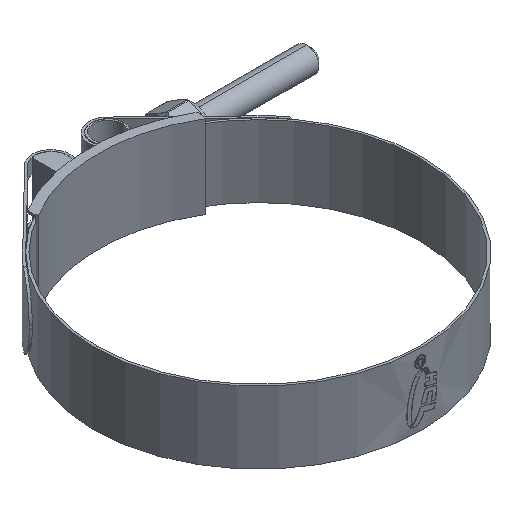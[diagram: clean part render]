
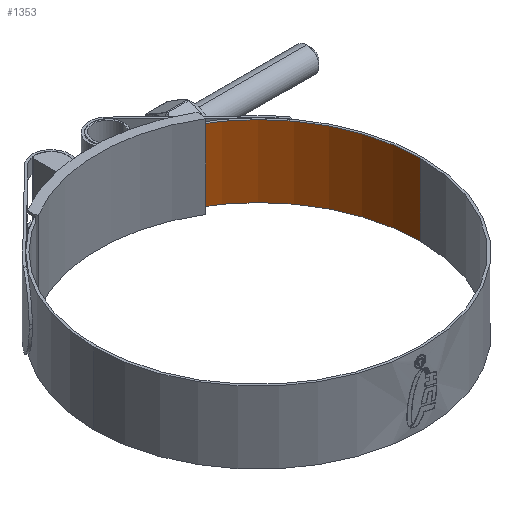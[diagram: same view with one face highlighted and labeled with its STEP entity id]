
A CAD part, isometric view. The second image highlights one B-rep face of the part: STEP entity #1353.
In plain terms, the highlighted cylindrical face has radius 43 mm (diameter 86 mm), a partial arc.
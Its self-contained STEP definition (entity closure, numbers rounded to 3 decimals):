
#373 = CIRCLE ( 'NONE', #11235, 43. ) ;
#897 = DIRECTION ( 'NONE',  ( 0., 0., -1. ) ) ;
#1076 = VERTEX_POINT ( 'NONE', #10348 ) ;
#1294 = CARTESIAN_POINT ( 'NONE',  ( 6.719, 42.472, -9.525 ) ) ;
#1353 = ADVANCED_FACE ( 'NONE', ( #9241 ), #9385, .F. ) ;
#1757 = DIRECTION ( 'NONE',  ( 0., 0., -1. ) ) ;
#2865 = CARTESIAN_POINT ( 'NONE',  ( 0., 0., -9.525 ) ) ;
#3188 = VECTOR ( 'NONE', #1757, 1000. ) ;
#3447 = LINE ( 'NONE', #7838, #13356 ) ;
#3502 = ORIENTED_EDGE ( 'NONE', *, *, #13226, .T. ) ;
#3894 = DIRECTION ( 'NONE',  ( -1., 0., 0. ) ) ;
#4068 = CIRCLE ( 'NONE', #6600, 43. ) ;
#5443 = DIRECTION ( 'NONE',  ( -1., 0., 0. ) ) ;
#5614 = EDGE_LOOP ( 'NONE', ( #6941, #8302, #3502, #9793 ) ) ;
#5615 = CARTESIAN_POINT ( 'NONE',  ( 6.719, 42.472, 9.525 ) ) ;
#6600 = AXIS2_PLACEMENT_3D ( 'NONE', #10805, #897, #5443 ) ;
#6941 = ORIENTED_EDGE ( 'NONE', *, *, #12795, .F. ) ;
#7081 = VERTEX_POINT ( 'NONE', #10517 ) ;
#7265 = DIRECTION ( 'NONE',  ( -1., 0., 0. ) ) ;
#7838 = CARTESIAN_POINT ( 'NONE',  ( 43., 0., 9.525 ) ) ;
#7933 = DIRECTION ( 'NONE',  ( 0., 0., -1. ) ) ;
#8302 = ORIENTED_EDGE ( 'NONE', *, *, #9920, .F. ) ;
#9241 = FACE_OUTER_BOUND ( 'NONE', #5614, .T. ) ;
#9261 = LINE ( 'NONE', #11656, #3188 ) ;
#9385 = CYLINDRICAL_SURFACE ( 'NONE', #13454, 43. ) ;
#9699 = VERTEX_POINT ( 'NONE', #1294 ) ;
#9768 = EDGE_CURVE ( 'NONE', #9699, #7081, #373, .T. ) ;
#9793 = ORIENTED_EDGE ( 'NONE', *, *, #9768, .T. ) ;
#9920 = EDGE_CURVE ( 'NONE', #11322, #1076, #4068, .T. ) ;
#10348 = CARTESIAN_POINT ( 'NONE',  ( 43., 0., 9.525 ) ) ;
#10517 = CARTESIAN_POINT ( 'NONE',  ( 43., 0., -9.525 ) ) ;
#10805 = CARTESIAN_POINT ( 'NONE',  ( 0., 0., 9.525 ) ) ;
#11235 = AXIS2_PLACEMENT_3D ( 'NONE', #2865, #7933, #7265 ) ;
#11322 = VERTEX_POINT ( 'NONE', #5615 ) ;
#11656 = CARTESIAN_POINT ( 'NONE',  ( 6.719, 42.472, 9.525 ) ) ;
#12266 = DIRECTION ( 'NONE',  ( 0., 0., -1. ) ) ;
#12795 = EDGE_CURVE ( 'NONE', #1076, #7081, #3447, .T. ) ;
#13226 = EDGE_CURVE ( 'NONE', #11322, #9699, #9261, .T. ) ;
#13356 = VECTOR ( 'NONE', #12266, 1000. ) ;
#13454 = AXIS2_PLACEMENT_3D ( 'NONE', #13898, #13828, #3894 ) ;
#13828 = DIRECTION ( 'NONE',  ( 0., 0., -1. ) ) ;
#13898 = CARTESIAN_POINT ( 'NONE',  ( 0., 0., 9.525 ) ) ;
